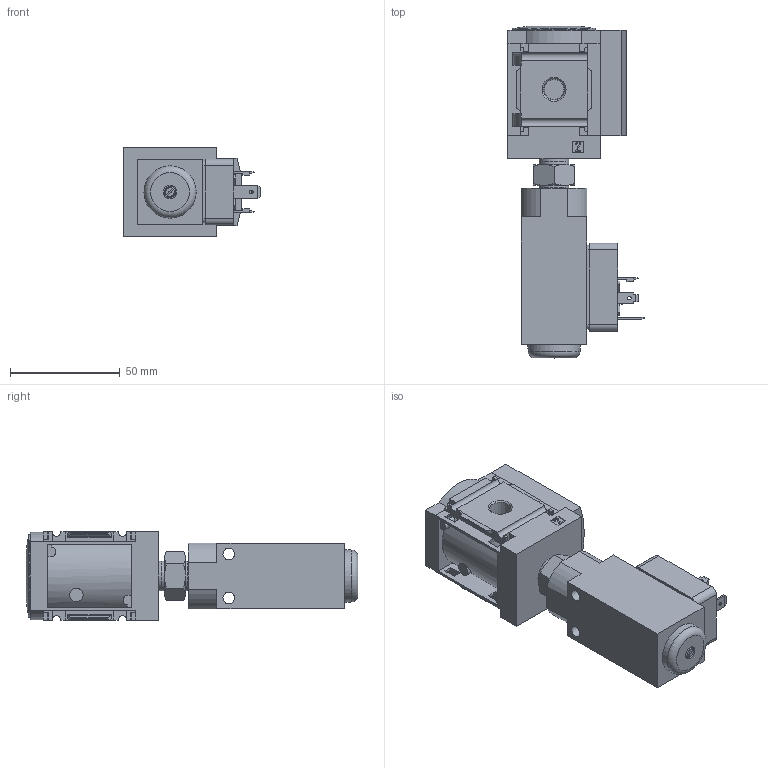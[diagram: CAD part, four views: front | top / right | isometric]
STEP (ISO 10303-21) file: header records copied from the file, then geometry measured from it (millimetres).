
FILE_DESCRIPTION(/* description */ ('STEP AP214'),/* implementation_level */ '2;1');
FILE_NAME(/* name */ '531956_MS4N-FRM-1_8-Y-Z',/* time_stamp */ '2024-09-09T20:47:04+02:00',/* author */ ('License CC BY-ND 4.0'),/* organization */ ('CADENAS'),/* preprocessor_version */ 'ST-DEVELOPER v19.3',/* originating_system */ 'PARTsolutions',/* authorisation */ ' ');
FILE_SCHEMA (('AUTOMOTIVE_DESIGN {1 0 10303 214 3 1 1}'));
Length unit declared in the file: millimetre
Products named in the file (4): 531956 MS4N-FRM-1/8-Y-Z; 527704 MS4N-FRM-1/8-Y-Z-0D; 685721 ESK-1/4-1/4-NPT; 175250 PEV-1/4-B-OD
Assembly tree (3 placements, depth 2):
  531956 MS4N-FRM-1/8-Y-Z
    527704 MS4N-FRM-1/8-Y-Z-0D
    685721 ESK-1/4-1/4-NPT
    175250 PEV-1/4-B-OD
Bounding box: 62 x 151.1 x 40.2 mm (x, y, z)
Volume: 183670.1 mm3; surface area: 37302 mm2
Topology: 3 solids, 3 shells, 500 faces, 1332 edges, 870 vertices
Faces by surface type: plane 368, cylinder 89, cone 32, torus 8, sphere 3
Full cylindrical faces by diameter (mm): 1.65 x4, 2.459 x1, 5 x1, 5.3 x2, 5.6 x1, 6 x4, 6.1 x1, 6.93 x1, 11.445 x1, 13.482 x2, 22 x1, 22.2 x1, 26 x1, 37.6 x1
Entity records: 16827 total; most frequent: CARTESIAN_POINT 2745, ORIENTED_EDGE 2538, DIRECTION 2505, EDGE_CURVE 1269, LINE 979, VECTOR 979, VERTEX_POINT 859, AXIS2_PLACEMENT_3D 763
